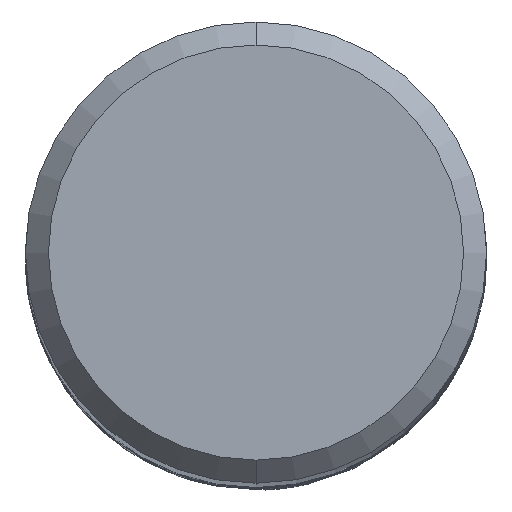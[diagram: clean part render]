
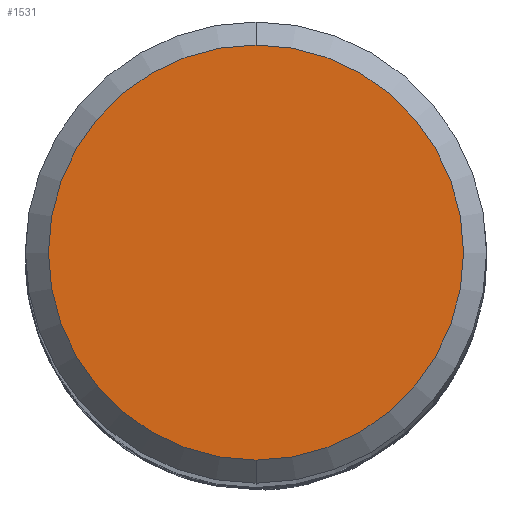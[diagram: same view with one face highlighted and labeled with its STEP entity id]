
A CAD part, top view. The second image highlights one B-rep face of the part: STEP entity #1531.
In plain terms, the highlighted planar face has unit normal (0, 0, 1).
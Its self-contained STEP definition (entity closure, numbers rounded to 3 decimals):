
#869=EDGE_CURVE('',#1699,#885,#2063,.T.);
#885=VERTEX_POINT('',#2079);
#1141=EDGE_CURVE('',#885,#1699,#2358,.T.);
#1531=ADVANCED_FACE('',(#2788),#2789,.T.);
#1699=VERTEX_POINT('',#2974);
#2063=CIRCLE('',#6621,3.6);
#2079=CARTESIAN_POINT('',(0.,-3.6,0.0));
#2358=CIRCLE('',#10643,3.6);
#2788=FACE_OUTER_BOUND('',#14664,.T.);
#2789=PLANE('',#14665);
#2974=CARTESIAN_POINT('',(0.0,3.6,0.0));
#6621=AXIS2_PLACEMENT_3D('',#17343,#17344,#17345);
#10643=AXIS2_PLACEMENT_3D('',#17603,#17604,#17605);
#14664=EDGE_LOOP('',(#18084,#18085));
#14665=AXIS2_PLACEMENT_3D('',#18086,#18087,#18088);
#17343=CARTESIAN_POINT('',(0.0,0.0,0.0));
#17344=DIRECTION('',(0.0,0.0,-1.0));
#17345=DIRECTION('',(0.0,1.0,0.0));
#17603=CARTESIAN_POINT('',(0.0,0.0,0.0));
#17604=DIRECTION('',(0.0,0.0,-1.0));
#17605=DIRECTION('',(0.0,1.0,0.0));
#18084=ORIENTED_EDGE('',*,*,#869,.F.);
#18085=ORIENTED_EDGE('',*,*,#1141,.F.);
#18086=CARTESIAN_POINT('',(0.0,1.8,0.0));
#18087=DIRECTION('',(-0.0,0.0,1.0));
#18088=DIRECTION('',(0.0,-1.0,0.0));
